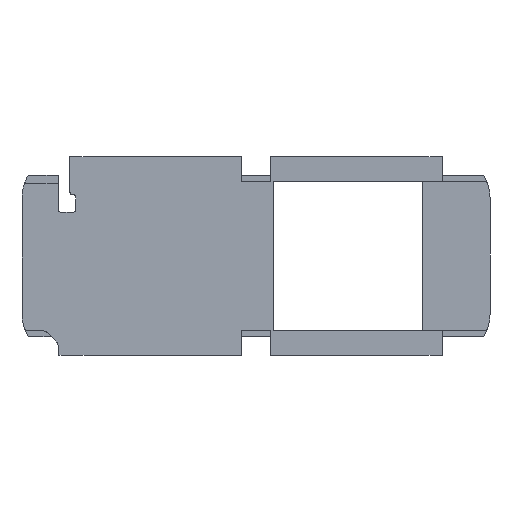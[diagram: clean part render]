
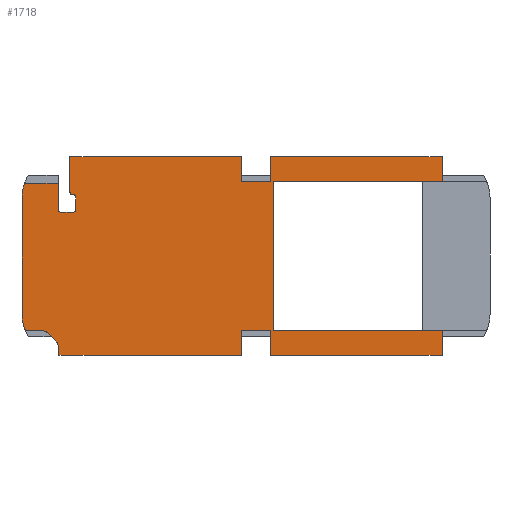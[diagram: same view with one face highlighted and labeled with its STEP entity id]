
A CAD part, top view. The second image highlights one B-rep face of the part: STEP entity #1718.
In plain terms, the highlighted planar face has unit normal (0, 0, 1).
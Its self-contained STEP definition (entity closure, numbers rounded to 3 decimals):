
#68=PLANE('',#1875);
#151=FACE_OUTER_BOUND('',#237,.T.);
#237=EDGE_LOOP('',(#1548,#1549,#1550,#1551,#1552,#1553,#1554,#1555,#1556,
#1557,#1558,#1559,#1560,#1561,#1562,#1563,#1564,#1565,#1566,#1567,#1568,
#1569,#1570,#1571,#1572,#1573,#1574,#1575,#1576,#1577,#1578,#1579,#1580,
#1581));
#308=LINE('',#2563,#500);
#311=LINE('',#2571,#503);
#326=LINE('',#2608,#518);
#332=LINE('',#2621,#524);
#336=LINE('',#2633,#528);
#340=LINE('',#2648,#532);
#379=LINE('',#2749,#571);
#383=LINE('',#2756,#575);
#386=LINE('',#2762,#578);
#390=LINE('',#2770,#582);
#394=LINE('',#2779,#586);
#401=LINE('',#2795,#593);
#402=LINE('',#2797,#594);
#403=LINE('',#2799,#595);
#406=LINE('',#2805,#598);
#407=LINE('',#2807,#599);
#410=LINE('',#2815,#602);
#412=LINE('',#2822,#604);
#415=LINE('',#2828,#607);
#419=LINE('',#2834,#611);
#420=LINE('',#2838,#612);
#424=LINE('',#2844,#616);
#431=LINE('',#2861,#623);
#432=LINE('',#2864,#624);
#433=LINE('',#2865,#625);
#500=VECTOR('',#2042,10.);
#503=VECTOR('',#2051,10.);
#518=VECTOR('',#2084,10.);
#524=VECTOR('',#2096,10.);
#528=VECTOR('',#2108,10.);
#532=VECTOR('',#2126,10.);
#571=VECTOR('',#2235,10.);
#575=VECTOR('',#2241,10.);
#578=VECTOR('',#2246,10.);
#582=VECTOR('',#2252,10.);
#586=VECTOR('',#2260,10.);
#593=VECTOR('',#2277,10.);
#594=VECTOR('',#2280,10.);
#595=VECTOR('',#2283,10.);
#598=VECTOR('',#2288,10.);
#599=VECTOR('',#2291,10.);
#602=VECTOR('',#2300,10.);
#604=VECTOR('',#2308,10.);
#607=VECTOR('',#2313,10.);
#611=VECTOR('',#2319,10.);
#612=VECTOR('',#2324,10.);
#616=VECTOR('',#2330,10.);
#623=VECTOR('',#2349,10.);
#624=VECTOR('',#2352,10.);
#625=VECTOR('',#2353,10.);
#659=CIRCLE('',#1783,0.5);
#660=CIRCLE('',#1786,0.5);
#664=CIRCLE('',#1798,0.2);
#666=CIRCLE('',#1802,0.2);
#667=CIRCLE('',#1805,0.2);
#669=CIRCLE('',#1808,0.2);
#682=CIRCLE('',#1853,3.5);
#686=CIRCLE('',#1876,3.5);
#687=CIRCLE('',#1877,3.5);
#768=VERTEX_POINT('',#2552);
#769=VERTEX_POINT('',#2554);
#771=VERTEX_POINT('',#2561);
#772=VERTEX_POINT('',#2565);
#773=VERTEX_POINT('',#2569);
#785=VERTEX_POINT('',#2605);
#786=VERTEX_POINT('',#2607);
#787=VERTEX_POINT('',#2611);
#788=VERTEX_POINT('',#2613);
#790=VERTEX_POINT('',#2619);
#792=VERTEX_POINT('',#2625);
#794=VERTEX_POINT('',#2631);
#795=VERTEX_POINT('',#2635);
#797=VERTEX_POINT('',#2641);
#824=VERTEX_POINT('',#2747);
#825=VERTEX_POINT('',#2748);
#826=VERTEX_POINT('',#2753);
#827=VERTEX_POINT('',#2755);
#828=VERTEX_POINT('',#2759);
#829=VERTEX_POINT('',#2761);
#831=VERTEX_POINT('',#2767);
#832=VERTEX_POINT('',#2769);
#834=VERTEX_POINT('',#2777);
#835=VERTEX_POINT('',#2778);
#837=VERTEX_POINT('',#2785);
#838=VERTEX_POINT('',#2787);
#839=VERTEX_POINT('',#2793);
#841=VERTEX_POINT('',#2803);
#843=VERTEX_POINT('',#2813);
#845=VERTEX_POINT('',#2821);
#847=VERTEX_POINT('',#2827);
#849=VERTEX_POINT('',#2837);
#854=VERTEX_POINT('',#2859);
#855=VERTEX_POINT('',#2863);
#947=EDGE_CURVE('',#768,#769,#659,.T.);
#952=EDGE_CURVE('',#771,#768,#308,.T.);
#954=EDGE_CURVE('',#772,#771,#660,.T.);
#956=EDGE_CURVE('',#772,#773,#311,.T.);
#974=EDGE_CURVE('',#786,#785,#326,.T.);
#977=EDGE_CURVE('',#787,#788,#664,.T.);
#981=EDGE_CURVE('',#787,#790,#332,.T.);
#984=EDGE_CURVE('',#792,#790,#666,.T.);
#987=EDGE_CURVE('',#792,#794,#336,.T.);
#988=EDGE_CURVE('',#795,#794,#667,.T.);
#991=EDGE_CURVE('',#786,#797,#669,.T.);
#995=EDGE_CURVE('',#795,#797,#340,.T.);
#1044=EDGE_CURVE('',#824,#825,#379,.T.);
#1048=EDGE_CURVE('',#827,#826,#383,.T.);
#1051=EDGE_CURVE('',#829,#828,#386,.T.);
#1055=EDGE_CURVE('',#832,#831,#390,.T.);
#1059=EDGE_CURVE('',#834,#835,#394,.T.);
#1064=EDGE_CURVE('',#837,#838,#682,.T.);
#1068=EDGE_CURVE('',#835,#839,#401,.T.);
#1069=EDGE_CURVE('',#837,#769,#402,.T.);
#1070=EDGE_CURVE('',#831,#834,#403,.T.);
#1073=EDGE_CURVE('',#785,#841,#406,.T.);
#1074=EDGE_CURVE('',#839,#788,#407,.T.);
#1078=EDGE_CURVE('',#828,#843,#410,.T.);
#1081=EDGE_CURVE('',#845,#829,#412,.T.);
#1084=EDGE_CURVE('',#847,#845,#415,.T.);
#1088=EDGE_CURVE('',#826,#847,#419,.T.);
#1089=EDGE_CURVE('',#849,#824,#420,.T.);
#1093=EDGE_CURVE('',#825,#832,#424,.T.);
#1101=EDGE_CURVE('',#854,#841,#686,.T.);
#1102=EDGE_CURVE('',#854,#838,#431,.T.);
#1103=EDGE_CURVE('',#827,#773,#687,.T.);
#1104=EDGE_CURVE('',#843,#855,#432,.T.);
#1105=EDGE_CURVE('',#855,#849,#433,.T.);
#1548=ORIENTED_EDGE('',*,*,#977,.F.);
#1549=ORIENTED_EDGE('',*,*,#981,.T.);
#1550=ORIENTED_EDGE('',*,*,#984,.F.);
#1551=ORIENTED_EDGE('',*,*,#987,.T.);
#1552=ORIENTED_EDGE('',*,*,#988,.F.);
#1553=ORIENTED_EDGE('',*,*,#995,.T.);
#1554=ORIENTED_EDGE('',*,*,#991,.F.);
#1555=ORIENTED_EDGE('',*,*,#974,.T.);
#1556=ORIENTED_EDGE('',*,*,#1073,.T.);
#1557=ORIENTED_EDGE('',*,*,#1101,.F.);
#1558=ORIENTED_EDGE('',*,*,#1102,.T.);
#1559=ORIENTED_EDGE('',*,*,#1064,.F.);
#1560=ORIENTED_EDGE('',*,*,#1069,.T.);
#1561=ORIENTED_EDGE('',*,*,#947,.F.);
#1562=ORIENTED_EDGE('',*,*,#952,.F.);
#1563=ORIENTED_EDGE('',*,*,#954,.F.);
#1564=ORIENTED_EDGE('',*,*,#956,.T.);
#1565=ORIENTED_EDGE('',*,*,#1103,.F.);
#1566=ORIENTED_EDGE('',*,*,#1048,.T.);
#1567=ORIENTED_EDGE('',*,*,#1088,.T.);
#1568=ORIENTED_EDGE('',*,*,#1084,.T.);
#1569=ORIENTED_EDGE('',*,*,#1081,.T.);
#1570=ORIENTED_EDGE('',*,*,#1051,.T.);
#1571=ORIENTED_EDGE('',*,*,#1078,.T.);
#1572=ORIENTED_EDGE('',*,*,#1104,.T.);
#1573=ORIENTED_EDGE('',*,*,#1105,.T.);
#1574=ORIENTED_EDGE('',*,*,#1089,.T.);
#1575=ORIENTED_EDGE('',*,*,#1044,.T.);
#1576=ORIENTED_EDGE('',*,*,#1093,.T.);
#1577=ORIENTED_EDGE('',*,*,#1055,.T.);
#1578=ORIENTED_EDGE('',*,*,#1070,.T.);
#1579=ORIENTED_EDGE('',*,*,#1059,.T.);
#1580=ORIENTED_EDGE('',*,*,#1068,.T.);
#1581=ORIENTED_EDGE('',*,*,#1074,.T.);
#1718=ADVANCED_FACE('',(#151),#68,.T.);
#1783=AXIS2_PLACEMENT_3D('',#2555,#2034,#2035);
#1786=AXIS2_PLACEMENT_3D('',#2567,#2046,#2047);
#1798=AXIS2_PLACEMENT_3D('',#2614,#2089,#2090);
#1802=AXIS2_PLACEMENT_3D('',#2627,#2102,#2103);
#1805=AXIS2_PLACEMENT_3D('',#2636,#2111,#2112);
#1808=AXIS2_PLACEMENT_3D('',#2642,#2118,#2119);
#1853=AXIS2_PLACEMENT_3D('',#2788,#2268,#2269);
#1875=AXIS2_PLACEMENT_3D('',#2858,#2345,#2346);
#1876=AXIS2_PLACEMENT_3D('',#2860,#2347,#2348);
#1877=AXIS2_PLACEMENT_3D('',#2862,#2350,#2351);
#2034=DIRECTION('center_axis',(0.,0.,1.));
#2035=DIRECTION('ref_axis',(0.383,0.924,0.));
#2042=DIRECTION('',(-0.707,0.707,0.));
#2046=DIRECTION('center_axis',(0.,0.,1.));
#2047=DIRECTION('ref_axis',(0.924,0.383,0.));
#2051=DIRECTION('',(0.,-1.,0.));
#2084=DIRECTION('',(0.,1.,0.));
#2089=DIRECTION('center_axis',(0.,0.,-1.));
#2090=DIRECTION('ref_axis',(-0.707,-0.707,0.));
#2096=DIRECTION('',(1.,0.,0.));
#2102=DIRECTION('center_axis',(0.,0.,1.));
#2103=DIRECTION('ref_axis',(0.707,0.707,0.));
#2108=DIRECTION('',(0.,-1.,0.));
#2111=DIRECTION('center_axis',(0.,0.,1.));
#2112=DIRECTION('ref_axis',(0.707,-0.707,0.));
#2118=DIRECTION('center_axis',(0.,0.,1.));
#2119=DIRECTION('ref_axis',(-0.707,-0.707,0.));
#2126=DIRECTION('',(-1.,0.,0.));
#2235=DIRECTION('',(0.,1.,0.));
#2241=DIRECTION('',(1.,0.,0.));
#2246=DIRECTION('',(1.,0.,0.));
#2252=DIRECTION('',(0.,-1.,0.));
#2260=DIRECTION('',(0.,1.,0.));
#2268=DIRECTION('center_axis',(0.,0.,-1.));
#2269=DIRECTION('ref_axis',(-0.707,-0.707,0.));
#2277=DIRECTION('',(-1.,0.,0.));
#2280=DIRECTION('',(1.,0.,0.));
#2283=DIRECTION('',(-1.,0.,0.));
#2288=DIRECTION('',(-1.,0.,0.));
#2291=DIRECTION('',(0.,-1.,0.));
#2300=DIRECTION('',(0.,1.,0.));
#2308=DIRECTION('',(0.,-1.,0.));
#2313=DIRECTION('',(1.,0.,0.));
#2319=DIRECTION('',(0.,1.,0.));
#2324=DIRECTION('',(1.,0.,0.));
#2330=DIRECTION('',(-1.,0.,0.));
#2345=DIRECTION('center_axis',(0.,0.,1.));
#2346=DIRECTION('ref_axis',(1.,0.,0.));
#2347=DIRECTION('center_axis',(0.,0.,-1.));
#2348=DIRECTION('ref_axis',(-0.707,0.707,0.));
#2349=DIRECTION('',(0.,-1.,0.));
#2350=DIRECTION('center_axis',(0.,0.,-1.));
#2351=DIRECTION('ref_axis',(-0.707,-0.707,0.));
#2352=DIRECTION('',(-1.,0.,0.));
#2353=DIRECTION('',(0.,1.,0.));
#2552=CARTESIAN_POINT('',(-17.854,-6.546,1.6));
#2554=CARTESIAN_POINT('',(-18.207,-6.4,1.6));
#2555=CARTESIAN_POINT('Origin',(-18.207,-6.9,1.6));
#2561=CARTESIAN_POINT('',(-17.046,-7.354,1.6));
#2563=CARTESIAN_POINT('',(-14.825,-9.575,1.6));
#2565=CARTESIAN_POINT('',(-16.9,-7.707,1.6));
#2567=CARTESIAN_POINT('Origin',(-17.4,-7.707,1.6));
#2569=CARTESIAN_POINT('',(-16.9,-8.477,1.6));
#2571=CARTESIAN_POINT('',(-16.9,-3.2,1.6));
#2605=CARTESIAN_POINT('',(-16.9,6.2,1.6));
#2607=CARTESIAN_POINT('',(-16.9,3.95,1.6));
#2608=CARTESIAN_POINT('',(-16.9,1.875,1.6));
#2611=CARTESIAN_POINT('',(-15.7,5.25,1.6));
#2613=CARTESIAN_POINT('',(-15.9,5.45,1.6));
#2614=CARTESIAN_POINT('Origin',(-15.7,5.45,1.6));
#2619=CARTESIAN_POINT('',(-15.6,5.25,1.6));
#2621=CARTESIAN_POINT('',(-7.95,5.25,1.6));
#2625=CARTESIAN_POINT('',(-15.4,5.05,1.6));
#2627=CARTESIAN_POINT('Origin',(-15.6,5.05,1.6));
#2631=CARTESIAN_POINT('',(-15.4,3.95,1.6));
#2633=CARTESIAN_POINT('',(-15.4,2.625,1.6));
#2635=CARTESIAN_POINT('',(-15.6,3.75,1.6));
#2636=CARTESIAN_POINT('Origin',(-15.6,3.95,1.6));
#2641=CARTESIAN_POINT('',(-16.7,3.75,1.6));
#2642=CARTESIAN_POINT('Origin',(-16.7,3.95,1.6));
#2648=CARTESIAN_POINT('',(-7.7,3.75,1.6));
#2747=CARTESIAN_POINT('',(15.9,6.4,1.6));
#2748=CARTESIAN_POINT('',(15.9,8.5,1.6));
#2749=CARTESIAN_POINT('',(15.9,3.2,1.6));
#2753=CARTESIAN_POINT('',(-1.25,-8.5,1.6));
#2755=CARTESIAN_POINT('',(-16.5,-8.5,1.6));
#2756=CARTESIAN_POINT('',(-20.,-8.5,1.6));
#2759=CARTESIAN_POINT('',(15.9,-8.5,1.6));
#2761=CARTESIAN_POINT('',(1.25,-8.5,1.6));
#2762=CARTESIAN_POINT('',(-20.,-8.5,1.6));
#2767=CARTESIAN_POINT('',(1.25,6.4,1.6));
#2769=CARTESIAN_POINT('',(1.25,8.5,1.6));
#2770=CARTESIAN_POINT('',(1.25,4.25,1.6));
#2777=CARTESIAN_POINT('',(-1.25,6.4,1.6));
#2778=CARTESIAN_POINT('',(-1.25,8.5,1.6));
#2779=CARTESIAN_POINT('',(-1.25,3.2,1.6));
#2785=CARTESIAN_POINT('',(-19.708,-6.4,1.6));
#2787=CARTESIAN_POINT('',(-20.,-5.,1.6));
#2788=CARTESIAN_POINT('Origin',(-16.5,-5.,1.6));
#2793=CARTESIAN_POINT('',(-15.9,8.5,1.6));
#2795=CARTESIAN_POINT('',(20.,8.5,1.6));
#2797=CARTESIAN_POINT('',(-9.854,-6.4,1.6));
#2799=CARTESIAN_POINT('',(0.625,6.4,1.6));
#2803=CARTESIAN_POINT('',(-19.788,6.2,1.6));
#2805=CARTESIAN_POINT('',(-7.95,6.2,1.6));
#2807=CARTESIAN_POINT('',(-15.9,4.25,1.6));
#2813=CARTESIAN_POINT('',(15.9,-6.4,1.6));
#2815=CARTESIAN_POINT('',(15.9,-4.25,1.6));
#2821=CARTESIAN_POINT('',(1.25,-6.4,1.6));
#2822=CARTESIAN_POINT('',(1.25,-3.2,1.6));
#2827=CARTESIAN_POINT('',(-1.25,-6.4,1.6));
#2828=CARTESIAN_POINT('',(-0.625,-6.4,1.6));
#2834=CARTESIAN_POINT('',(-1.25,-4.25,1.6));
#2837=CARTESIAN_POINT('',(1.5,6.4,1.6));
#2838=CARTESIAN_POINT('',(1.5,6.4,1.6));
#2844=CARTESIAN_POINT('',(20.,8.5,1.6));
#2858=CARTESIAN_POINT('Origin',(0.,0.,1.6));
#2859=CARTESIAN_POINT('',(-20.,5.,1.6));
#2860=CARTESIAN_POINT('Origin',(-16.5,5.,1.6));
#2861=CARTESIAN_POINT('',(-20.,8.5,1.6));
#2862=CARTESIAN_POINT('Origin',(-16.5,-5.,1.6));
#2863=CARTESIAN_POINT('',(1.5,-6.4,1.6));
#2864=CARTESIAN_POINT('',(9.854,-6.4,1.6));
#2865=CARTESIAN_POINT('',(1.5,-6.4,1.6));
